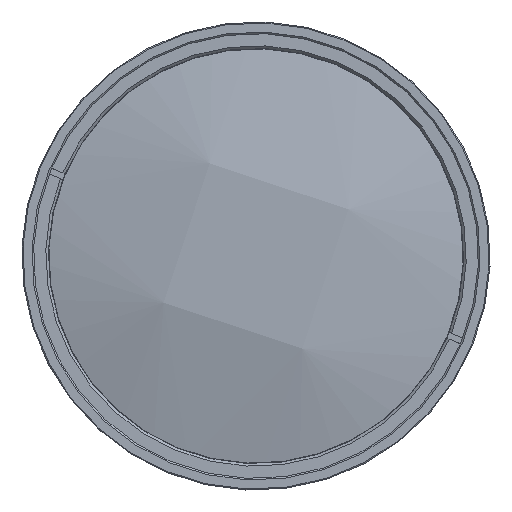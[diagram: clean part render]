
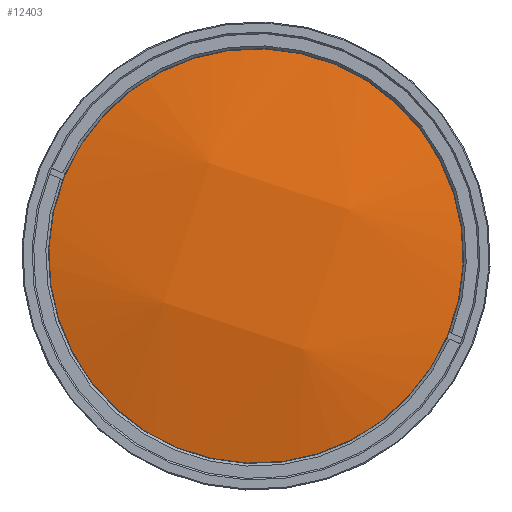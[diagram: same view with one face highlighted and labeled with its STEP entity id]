
A CAD part, left-side view. The second image highlights one B-rep face of the part: STEP entity #12403.
In plain terms, the highlighted free-form (B-spline) face has degree [3, 3] with [4, 4] control points.
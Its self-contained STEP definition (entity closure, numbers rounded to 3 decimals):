
#1621 = CARTESIAN_POINT ( 'NONE',  ( -206.669, 18.306, -9.091 ) ) ;
#1696 = CARTESIAN_POINT ( 'NONE',  ( -198.299, 35.849, 27.22 ) ) ;
#2613 = CARTESIAN_POINT ( 'NONE',  ( -196.419, 0., 0. ) ) ;
#2633 = CARTESIAN_POINT ( 'NONE',  ( -190.31, -25.159, -52.708 ) ) ;
#2694 = EDGE_CURVE ( 'NONE', #11839, #12533, #8918, .T. ) ;
#2702 = CARTESIAN_POINT ( 'NONE',  ( -198.317, 44.955, -0.268 ) ) ;
#3080 = CARTESIAN_POINT ( 'NONE',  ( -196.419, -39.397, -13.044 ) ) ;
#5354 = DIRECTION ( 'NONE',  ( -1., 0., 0. ) ) ;
#6228 = CARTESIAN_POINT ( 'NONE',  ( -190.375, 51.433, -27.35 ) ) ;
#6343 = CIRCLE ( 'NONE', #7090, 41.5 ) ;
#7090 = AXIS2_PLACEMENT_3D ( 'NONE', #2613, #12971, #10718 ) ;
#7485 = CARTESIAN_POINT ( 'NONE',  ( -198.23, -45.231, 0.375 ) ) ;
#7560 = CARTESIAN_POINT ( 'NONE',  ( -198.21, -0.283, 44.473 ) ) ;
#7708 = FACE_OUTER_BOUND ( 'NONE', #9897, .T. ) ;
#7841 =( BOUNDED_SURFACE ( )  B_SPLINE_SURFACE ( 3, 3, ( 
 ( #14665, #7560, #11204, #10025 ),
 ( #1696, #8874, #12131, #7485 ),
 ( #2702, #1621, #10970, #12350 ),
 ( #6228, #12276, #12432, #2633 ) ),
 .UNSPECIFIED., .F., .F., .F. ) 
 B_SPLINE_SURFACE_WITH_KNOTS ( ( 4, 4 ),
 ( 4, 4 ),
 ( 0., 1. ),
 ( 0., 1. ),
 .UNSPECIFIED. ) 
 GEOMETRIC_REPRESENTATION_ITEM ( )  RATIONAL_B_SPLINE_SURFACE ( (
 ( 1., 0.972, 0.972, 1.),
 ( 0.972, 0.945, 0.945, 0.972),
 ( 0.972, 0.945, 0.945, 0.972),
 ( 1., 0.972, 0.972, 1.) ) ) 
 REPRESENTATION_ITEM ( '' )  SURFACE ( )  );
#7855 = EDGE_CURVE ( 'NONE', #12533, #11839, #6343, .T. ) ;
#7934 = ORIENTED_EDGE ( 'NONE', *, *, #2694, .T. ) ;
#8874 = CARTESIAN_POINT ( 'NONE',  ( -206.65, 9.203, 18.398 ) ) ;
#8918 = CIRCLE ( 'NONE', #10391, 41.5 ) ;
#9808 = ORIENTED_EDGE ( 'NONE', *, *, #7855, .T. ) ;
#9897 = EDGE_LOOP ( 'NONE', ( #7934, #9808 ) ) ;
#10025 = CARTESIAN_POINT ( 'NONE',  ( -190.258, -51.684, 27.455 ) ) ;
#10391 = AXIS2_PLACEMENT_3D ( 'NONE', #14897, #5354, #15042 ) ;
#10718 = DIRECTION ( 'NONE',  ( 0., 0.949, 0.314 ) ) ;
#10970 = CARTESIAN_POINT ( 'NONE',  ( -206.645, -9.498, -18.296 ) ) ;
#11204 = CARTESIAN_POINT ( 'NONE',  ( -198.187, -26.534, 35.782 ) ) ;
#11839 = VERTEX_POINT ( 'NONE', #11972 ) ;
#11972 = CARTESIAN_POINT ( 'NONE',  ( -196.419, 39.397, 13.044 ) ) ;
#12131 = CARTESIAN_POINT ( 'NONE',  ( -206.626, -18.598, 9.193 ) ) ;
#12276 = CARTESIAN_POINT ( 'NONE',  ( -198.264, 26.262, -35.684 ) ) ;
#12350 = CARTESIAN_POINT ( 'NONE',  ( -198.247, -36.135, -27.115 ) ) ;
#12403 = ADVANCED_FACE ( 'NONE', ( #7708 ), #7841, .T. ) ;
#12432 = CARTESIAN_POINT ( 'NONE',  ( -198.241, 0., -44.379 ) ) ;
#12533 = VERTEX_POINT ( 'NONE', #3080 ) ;
#12971 = DIRECTION ( 'NONE',  ( -1., 0., 0. ) ) ;
#14665 = CARTESIAN_POINT ( 'NONE',  ( -190.324, 24.879, 52.804 ) ) ;
#14897 = CARTESIAN_POINT ( 'NONE',  ( -196.419, 0., 0. ) ) ;
#15042 = DIRECTION ( 'NONE',  ( 0., 0.949, 0.314 ) ) ;
